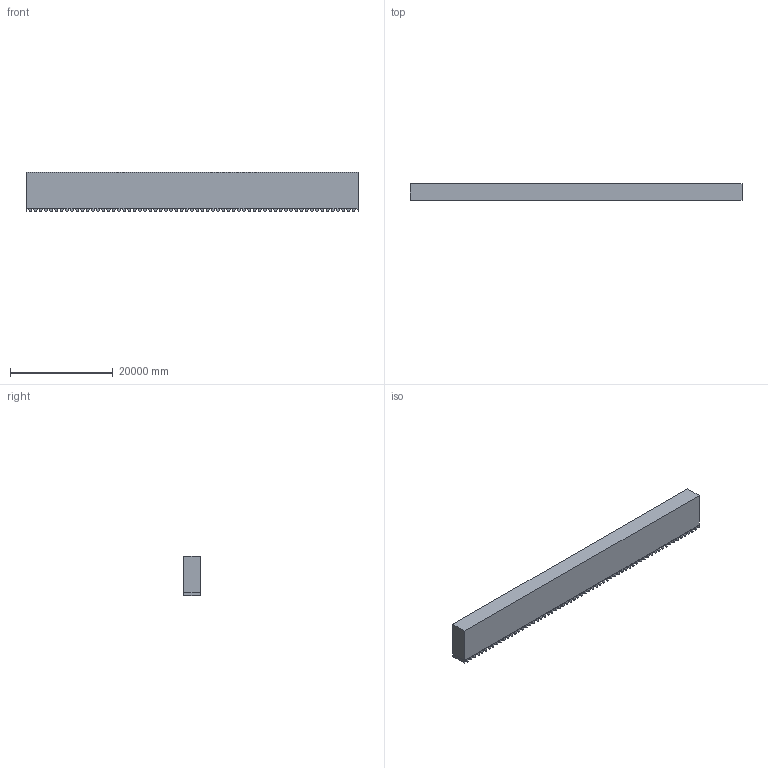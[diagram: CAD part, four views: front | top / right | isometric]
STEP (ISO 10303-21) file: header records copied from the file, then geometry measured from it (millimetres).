
FILE_DESCRIPTION((('zoo.dev export')), '2;1');
FILE_NAME('dump.step', '1970-01-01T00:00:00.0+00:00', ('Author unknown'), ('Organization unknown'), 'zoo.dev beta', 'zoo.dev', 'Authorization unknown');
FILE_SCHEMA(('AP203_CONFIGURATION_CONTROLLED_3D_DESIGN_OF_MECHANICAL_PARTS_AND_ASSEMBLIES_MIM_LF'));
Length unit declared in the file: metre
Products named in the file (66): UNIDENTIFIED_PRODUCT
Bounding box: 64516 x 3225.8 x 7741.92 mm (x, y, z)
Volume: 1539704599989.9 mm3; surface area: 2004519120.3 mm2
Topology: 66 solids, 66 shells, 648 faces, 1548 edges, 1032 vertices
Faces by surface type: plane 394, bspline 254
Entity records: 18033 total; most frequent: CARTESIAN_POINT 5514, ORIENTED_EDGE 3096, EDGE_CURVE 1548, DIRECTION 1434, VECTOR 1040, LINE 1040, VERTEX_POINT 1032, EDGE_LOOP 648
